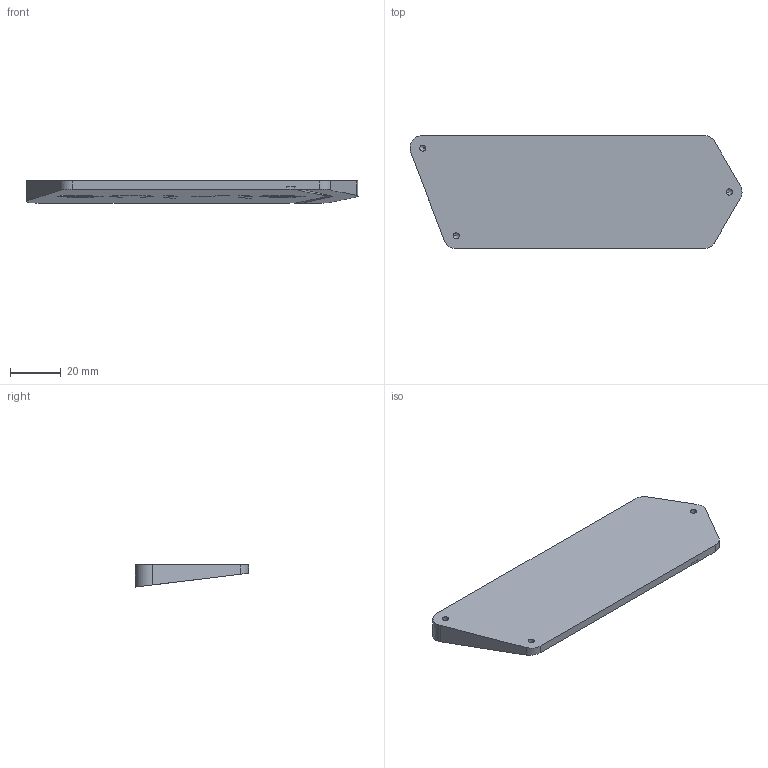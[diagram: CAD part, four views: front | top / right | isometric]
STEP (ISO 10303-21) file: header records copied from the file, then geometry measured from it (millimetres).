
FILE_DESCRIPTION (( 'STEP AP214' ), '1' );
FILE_NAME ('衵忒饜笭_覦趼.STEP', '2019-12-16T04:06:36', ( '' ), ( '' ), 'SwSTEP 2.0', 'SolidWorks 2017', '' );
FILE_SCHEMA (( 'AUTOMOTIVE_DESIGN' ));
Length unit declared in the file: millimetre
Products named in the file (1): 衵忒饜笭_覦趼
Bounding box: 130.43 x 44.43 x 8.7 mm (x, y, z)
Volume: 31311.5 mm3; surface area: 12952.9 mm2
Topology: 1 solids, 1 shells, 248 faces, 706 edges, 465 vertices
Faces by surface type: bspline 158, plane 72, cylinder 12, cone 6
Entity records: 11142 total; most frequent: CARTESIAN_POINT 5776, ORIENTED_EDGE 1400, EDGE_CURVE 700, DIRECTION 588, VERTEX_POINT 465, VECTOR 358, LINE 358, B_SPLINE_CURVE_WITH_KNOTS 311
